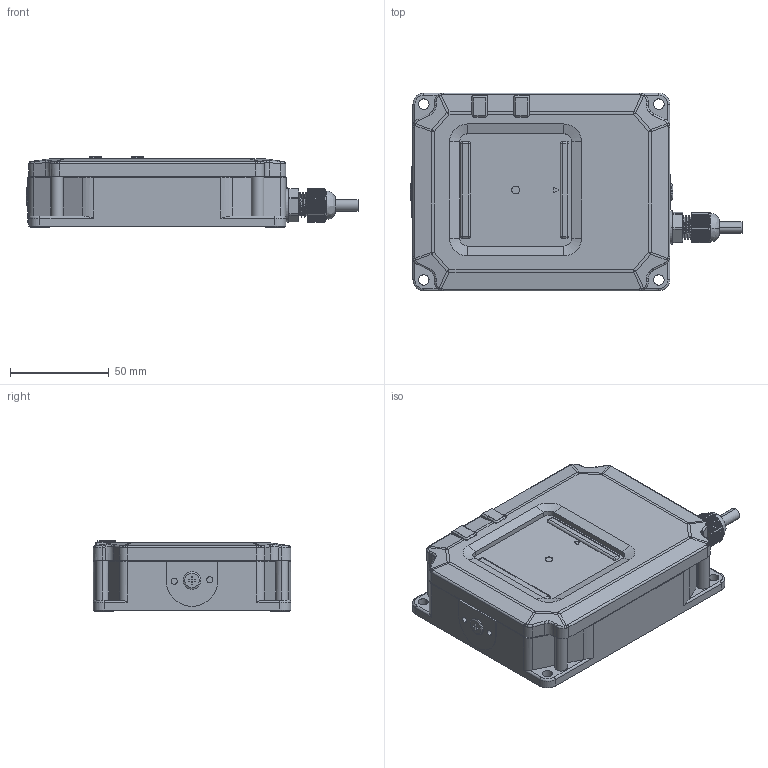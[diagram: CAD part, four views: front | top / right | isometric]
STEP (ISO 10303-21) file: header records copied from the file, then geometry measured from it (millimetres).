
FILE_DESCRIPTION (( 'STEP AP203' ), '1' );
FILE_NAME ('1A2A-1S.STEP', '2025-02-18T06:27:54', ( '' ), ( '' ), 'SwSTEP 2.0', 'SolidWorks 2024', '' );
FILE_SCHEMA (( 'CONFIG_CONTROL_DESIGN' ));
Products named in the file (1): 1A2A-1S
Bounding box: 168.1 x 100 x 35.5 mm (x, y, z)
Volume: 407936.2 mm3; surface area: 50667.1 mm2
Topology: 1 solids, 12 shells, 1273 faces, 3362 edges, 2145 vertices
Faces by surface type: plane 701, cylinder 346, bspline 160, cone 66
Entity records: 47591 total; most frequent: CARTESIAN_POINT 17580, ORIENTED_EDGE 6708, DIRECTION 5621, EDGE_CURVE 3354, VERTEX_POINT 2145, AXIS2_PLACEMENT_3D 1946, LINE 1729, VECTOR 1729
